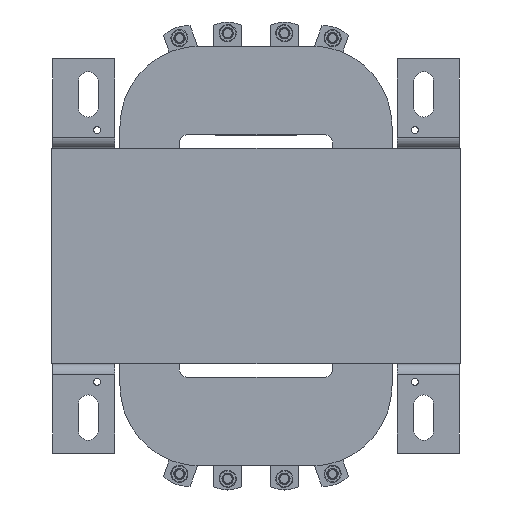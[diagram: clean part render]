
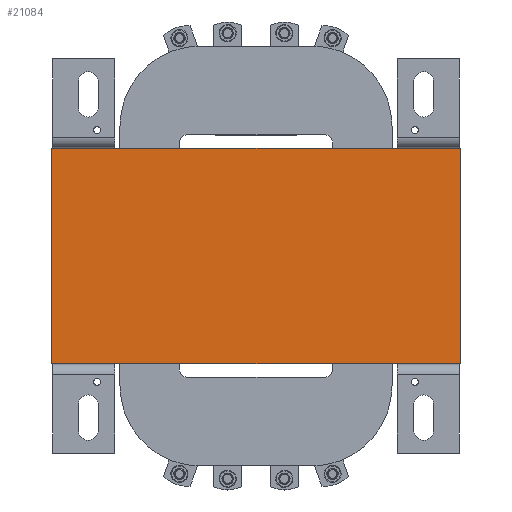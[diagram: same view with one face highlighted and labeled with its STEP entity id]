
A CAD part, front view. The second image highlights one B-rep face of the part: STEP entity #21084.
In plain terms, the highlighted planar face has unit normal (0, -1, 0).
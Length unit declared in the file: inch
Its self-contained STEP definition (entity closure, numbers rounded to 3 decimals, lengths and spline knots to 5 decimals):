
#6 = VECTOR ( 'NONE', #21161, 39.37008 ) ;
#478 = VECTOR ( 'NONE', #19291, 39.37008 ) ;
#590 = EDGE_CURVE ( 'NONE', #3749, #19466, #4541, .T. ) ;
#607 = CARTESIAN_POINT ( 'NONE',  ( -4.5, -3.75, 2.38189 ) ) ;
#1108 = CARTESIAN_POINT ( 'NONE',  ( -4.5, -3.75, 2.38189 ) ) ;
#2882 = CARTESIAN_POINT ( 'NONE',  ( -4.5, -3.75, 2.38189 ) ) ;
#3513 = CARTESIAN_POINT ( 'NONE',  ( -4.5, -3.75, -2.38189 ) ) ;
#3643 = VECTOR ( 'NONE', #13841, 39.37008 ) ;
#3749 = VERTEX_POINT ( 'NONE', #18885 ) ;
#3883 = PLANE ( 'NONE',  #15171 ) ;
#4541 = LINE ( 'NONE', #2882, #19602 ) ;
#6888 = LINE ( 'NONE', #11493, #6 ) ;
#7974 = CARTESIAN_POINT ( 'NONE',  ( 4.5, -3.75, -2.38189 ) ) ;
#8259 = EDGE_LOOP ( 'NONE', ( #11899, #16325, #14910, #12314 ) ) ;
#8772 = DIRECTION ( 'NONE',  ( 0., 0., 1. ) ) ;
#8925 = VERTEX_POINT ( 'NONE', #3513 ) ;
#10340 = DIRECTION ( 'NONE',  ( 0., 1., 0. ) ) ;
#11493 = CARTESIAN_POINT ( 'NONE',  ( 4.5, -3.75, 2.38189 ) ) ;
#11899 = ORIENTED_EDGE ( 'NONE', *, *, #20012, .F. ) ;
#12314 = ORIENTED_EDGE ( 'NONE', *, *, #19869, .F. ) ;
#13841 = DIRECTION ( 'NONE',  ( 0., 0., 1. ) ) ;
#13969 = LINE ( 'NONE', #17574, #478 ) ;
#14880 = CARTESIAN_POINT ( 'NONE',  ( 4.5, -3.75, 2.38189 ) ) ;
#14910 = ORIENTED_EDGE ( 'NONE', *, *, #19679, .F. ) ;
#15171 = AXIS2_PLACEMENT_3D ( 'NONE', #607, #10340, #8772 ) ;
#16325 = ORIENTED_EDGE ( 'NONE', *, *, #590, .F. ) ;
#16534 = VERTEX_POINT ( 'NONE', #7974 ) ;
#16568 = FACE_OUTER_BOUND ( 'NONE', #8259, .T. ) ;
#17574 = CARTESIAN_POINT ( 'NONE',  ( -4.5, -3.75, -2.38189 ) ) ;
#18402 = LINE ( 'NONE', #1108, #3643 ) ;
#18885 = CARTESIAN_POINT ( 'NONE',  ( -4.5, -3.75, 2.38189 ) ) ;
#19068 = DIRECTION ( 'NONE',  ( 1., 0., 0. ) ) ;
#19291 = DIRECTION ( 'NONE',  ( -1., 0., 0. ) ) ;
#19466 = VERTEX_POINT ( 'NONE', #14880 ) ;
#19602 = VECTOR ( 'NONE', #19068, 39.37008 ) ;
#19679 = EDGE_CURVE ( 'NONE', #8925, #3749, #18402, .T. ) ;
#19869 = EDGE_CURVE ( 'NONE', #16534, #8925, #13969, .T. ) ;
#20012 = EDGE_CURVE ( 'NONE', #19466, #16534, #6888, .T. ) ;
#21084 = ADVANCED_FACE ( 'NONE', ( #16568 ), #3883, .F. ) ;
#21161 = DIRECTION ( 'NONE',  ( 0., 0., -1. ) ) ;
